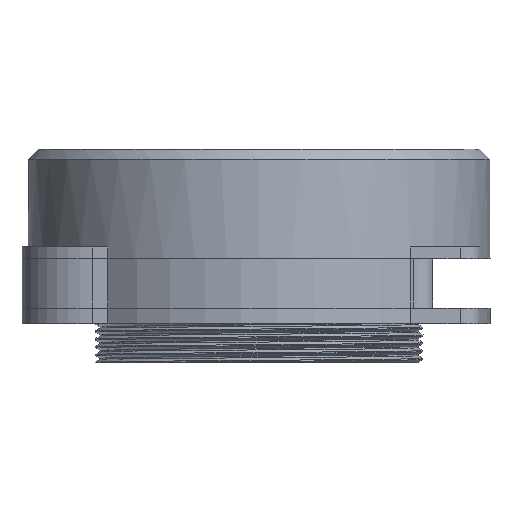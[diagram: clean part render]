
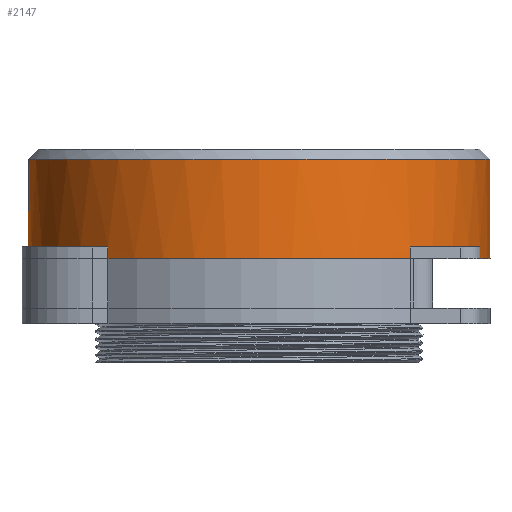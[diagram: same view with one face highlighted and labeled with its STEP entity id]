
A CAD part, left-side view. The second image highlights one B-rep face of the part: STEP entity #2147.
In plain terms, the highlighted cylindrical face has radius 29.5 mm (diameter 59 mm), a full revolution.
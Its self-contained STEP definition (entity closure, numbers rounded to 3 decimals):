
#201=FACE_OUTER_BOUND('',#340,.T.);
#340=EDGE_LOOP('',(#1808,#1809,#1810,#1811,#1812,#1813,#1814,#1815,#1816,
#1817,#1818,#1819,#1820,#1821,#1822,#1823,#1824));
#428=CIRCLE('',#2274,29.5);
#429=CIRCLE('',#2275,29.5);
#462=CIRCLE('',#2344,29.5);
#465=CIRCLE('',#2350,29.5);
#466=CIRCLE('',#2352,29.5);
#467=CIRCLE('',#2353,29.5);
#468=CIRCLE('',#2354,29.5);
#469=CIRCLE('',#2355,29.5);
#470=CIRCLE('',#2356,29.5);
#634=LINE('',#5243,#797);
#640=LINE('',#5262,#803);
#643=LINE('',#5270,#806);
#644=LINE('',#5273,#807);
#645=LINE('',#5276,#808);
#646=LINE('',#5280,#809);
#647=LINE('',#5284,#810);
#797=VECTOR('',#2839,10.);
#803=VECTOR('',#2857,10.);
#806=VECTOR('',#2866,29.5);
#807=VECTOR('',#2869,10.);
#808=VECTOR('',#2872,10.);
#809=VECTOR('',#2875,10.);
#810=VECTOR('',#2878,10.);
#942=VERTEX_POINT('',#5001);
#943=VERTEX_POINT('',#5003);
#1001=VERTEX_POINT('',#5240);
#1002=VERTEX_POINT('',#5242);
#1003=VERTEX_POINT('',#5246);
#1008=VERTEX_POINT('',#5259);
#1009=VERTEX_POINT('',#5261);
#1010=VERTEX_POINT('',#5265);
#1011=VERTEX_POINT('',#5269);
#1012=VERTEX_POINT('',#5272);
#1013=VERTEX_POINT('',#5275);
#1014=VERTEX_POINT('',#5277);
#1015=VERTEX_POINT('',#5279);
#1016=VERTEX_POINT('',#5281);
#1017=VERTEX_POINT('',#5283);
#1187=EDGE_CURVE('',#942,#943,#428,.T.);
#1188=EDGE_CURVE('',#943,#942,#429,.T.);
#1278=EDGE_CURVE('',#1002,#1001,#634,.T.);
#1281=EDGE_CURVE('',#1001,#1003,#462,.T.);
#1287=EDGE_CURVE('',#1009,#1008,#640,.T.);
#1290=EDGE_CURVE('',#1008,#1010,#465,.T.);
#1291=EDGE_CURVE('',#943,#1011,#643,.T.);
#1292=EDGE_CURVE('',#1002,#1011,#466,.F.);
#1293=EDGE_CURVE('',#1003,#1012,#644,.T.);
#1294=EDGE_CURVE('',#1012,#1009,#467,.T.);
#1295=EDGE_CURVE('',#1010,#1013,#645,.T.);
#1296=EDGE_CURVE('',#1014,#1013,#468,.F.);
#1297=EDGE_CURVE('',#1014,#1015,#646,.T.);
#1298=EDGE_CURVE('',#1015,#1016,#469,.T.);
#1299=EDGE_CURVE('',#1016,#1017,#647,.T.);
#1300=EDGE_CURVE('',#1011,#1017,#470,.F.);
#1808=ORIENTED_EDGE('',*,*,#1187,.F.);
#1809=ORIENTED_EDGE('',*,*,#1188,.F.);
#1810=ORIENTED_EDGE('',*,*,#1291,.T.);
#1811=ORIENTED_EDGE('',*,*,#1292,.F.);
#1812=ORIENTED_EDGE('',*,*,#1278,.T.);
#1813=ORIENTED_EDGE('',*,*,#1281,.T.);
#1814=ORIENTED_EDGE('',*,*,#1293,.T.);
#1815=ORIENTED_EDGE('',*,*,#1294,.T.);
#1816=ORIENTED_EDGE('',*,*,#1287,.T.);
#1817=ORIENTED_EDGE('',*,*,#1290,.T.);
#1818=ORIENTED_EDGE('',*,*,#1295,.T.);
#1819=ORIENTED_EDGE('',*,*,#1296,.F.);
#1820=ORIENTED_EDGE('',*,*,#1297,.T.);
#1821=ORIENTED_EDGE('',*,*,#1298,.T.);
#1822=ORIENTED_EDGE('',*,*,#1299,.T.);
#1823=ORIENTED_EDGE('',*,*,#1300,.F.);
#1824=ORIENTED_EDGE('',*,*,#1291,.F.);
#2043=CYLINDRICAL_SURFACE('',#2351,29.5);
#2147=ADVANCED_FACE('',(#201),#2043,.T.);
#2274=AXIS2_PLACEMENT_3D('',#5004,#2650,#2651);
#2275=AXIS2_PLACEMENT_3D('',#5005,#2652,#2653);
#2344=AXIS2_PLACEMENT_3D('',#5248,#2844,#2845);
#2350=AXIS2_PLACEMENT_3D('',#5267,#2862,#2863);
#2351=AXIS2_PLACEMENT_3D('',#5268,#2864,#2865);
#2352=AXIS2_PLACEMENT_3D('',#5271,#2867,#2868);
#2353=AXIS2_PLACEMENT_3D('',#5274,#2870,#2871);
#2354=AXIS2_PLACEMENT_3D('',#5278,#2873,#2874);
#2355=AXIS2_PLACEMENT_3D('',#5282,#2876,#2877);
#2356=AXIS2_PLACEMENT_3D('',#5285,#2879,#2880);
#2650=DIRECTION('center_axis',(0.,0.,1.));
#2651=DIRECTION('ref_axis',(-0.53,-0.848,0.));
#2652=DIRECTION('center_axis',(0.,0.,1.));
#2653=DIRECTION('ref_axis',(-0.53,-0.848,0.));
#2839=DIRECTION('',(0.,0.,1.));
#2844=DIRECTION('center_axis',(0.,0.,1.));
#2845=DIRECTION('ref_axis',(1.,0.,0.));
#2857=DIRECTION('',(0.,0.,1.));
#2862=DIRECTION('center_axis',(0.,0.,1.));
#2863=DIRECTION('ref_axis',(1.,0.,0.));
#2864=DIRECTION('center_axis',(0.,0.,1.));
#2865=DIRECTION('ref_axis',(1.,0.,0.));
#2866=DIRECTION('',(0.,0.,-1.));
#2867=DIRECTION('center_axis',(0.,0.,1.));
#2868=DIRECTION('ref_axis',(1.,0.,0.));
#2869=DIRECTION('',(0.,0.,-1.));
#2870=DIRECTION('center_axis',(0.,0.,1.));
#2871=DIRECTION('ref_axis',(1.,0.,0.));
#2872=DIRECTION('',(0.,0.,-1.));
#2873=DIRECTION('center_axis',(0.,0.,1.));
#2874=DIRECTION('ref_axis',(1.,0.,0.));
#2875=DIRECTION('',(0.,0.,1.));
#2876=DIRECTION('center_axis',(0.,0.,1.));
#2877=DIRECTION('ref_axis',(1.,0.,0.));
#2878=DIRECTION('',(0.,0.,-1.));
#2879=DIRECTION('center_axis',(0.,0.,1.));
#2880=DIRECTION('ref_axis',(1.,0.,0.));
#5001=CARTESIAN_POINT('',(15.633,25.017,26.));
#5003=CARTESIAN_POINT('',(-29.5,0.,26.));
#5004=CARTESIAN_POINT('Origin',(0.,0.,26.));
#5005=CARTESIAN_POINT('Origin',(0.,0.,26.));
#5240=CARTESIAN_POINT('',(-22.3,-19.312,14.8));
#5242=CARTESIAN_POINT('',(-22.3,-19.312,13.3));
#5243=CARTESIAN_POINT('',(-22.3,-19.312,6.));
#5246=CARTESIAN_POINT('',(-8.661,-28.2,14.8));
#5248=CARTESIAN_POINT('Origin',(0.,0.,14.8));
#5259=CARTESIAN_POINT('',(8.661,-28.2,14.8));
#5261=CARTESIAN_POINT('',(8.661,-28.2,13.3));
#5262=CARTESIAN_POINT('',(8.661,-28.2,6.));
#5265=CARTESIAN_POINT('',(22.3,-19.312,14.8));
#5267=CARTESIAN_POINT('Origin',(0.,0.,14.8));
#5268=CARTESIAN_POINT('Origin',(0.,0.,6.));
#5269=CARTESIAN_POINT('',(-29.5,0.,13.3));
#5270=CARTESIAN_POINT('',(-29.5,0.,6.));
#5271=CARTESIAN_POINT('Origin',(0.,0.,13.3));
#5272=CARTESIAN_POINT('',(-8.661,-28.2,13.3));
#5273=CARTESIAN_POINT('',(-8.661,-28.2,6.));
#5274=CARTESIAN_POINT('Origin',(0.,0.,13.3));
#5275=CARTESIAN_POINT('',(22.3,-19.312,13.3));
#5276=CARTESIAN_POINT('',(22.3,-19.312,6.));
#5277=CARTESIAN_POINT('',(22.3,19.312,13.3));
#5278=CARTESIAN_POINT('Origin',(0.,0.,13.3));
#5279=CARTESIAN_POINT('',(22.3,19.312,14.8));
#5280=CARTESIAN_POINT('',(22.3,19.312,6.));
#5281=CARTESIAN_POINT('',(-22.3,19.312,14.8));
#5282=CARTESIAN_POINT('Origin',(0.,0.,14.8));
#5283=CARTESIAN_POINT('',(-22.3,19.312,13.3));
#5284=CARTESIAN_POINT('',(-22.3,19.312,6.));
#5285=CARTESIAN_POINT('Origin',(0.,0.,13.3));
